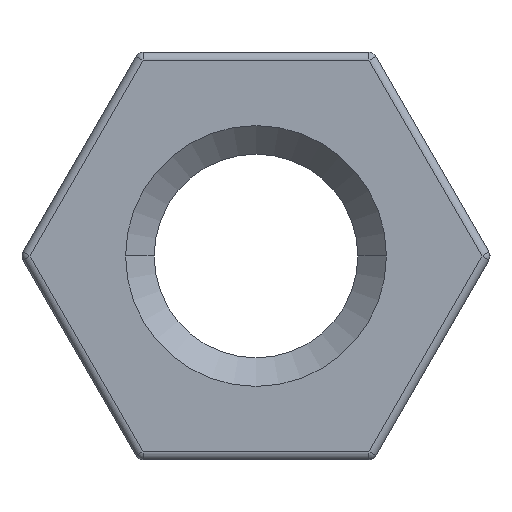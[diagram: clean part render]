
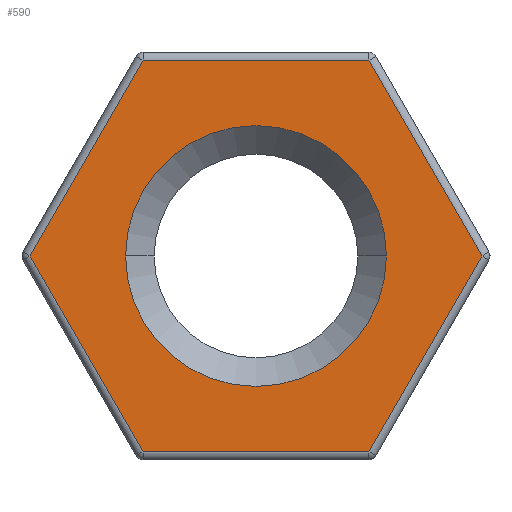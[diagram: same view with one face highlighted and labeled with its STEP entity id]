
A CAD part, left-side view. The second image highlights one B-rep face of the part: STEP entity #590.
In plain terms, the highlighted planar face has unit normal (-1, 0, 0).
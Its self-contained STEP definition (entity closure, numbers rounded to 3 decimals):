
#9 = VERTEX_POINT ( 'NONE', #436 ) ;
#40 = FACE_OUTER_BOUND ( 'NONE', #765, .T. ) ;
#58 = FACE_BOUND ( 'NONE', #909, .T. ) ;
#76 = EDGE_CURVE ( 'NONE', #9, #556, #735, .T. ) ;
#122 = VECTOR ( 'NONE', #757, 1000. ) ;
#133 = VECTOR ( 'NONE', #1108, 1000. ) ;
#142 = LINE ( 'NONE', #645, #122 ) ;
#150 = DIRECTION ( 'NONE',  ( 0., -0.5, -0.866 ) ) ;
#156 = CARTESIAN_POINT ( 'NONE',  ( 0., -2.078, -1.2 ) ) ;
#157 = VECTOR ( 'NONE', #1047, 1000. ) ;
#167 = LINE ( 'NONE', #1115, #157 ) ;
#175 = EDGE_CURVE ( 'NONE', #576, #811, #377, .T. ) ;
#193 = LINE ( 'NONE', #1110, #133 ) ;
#215 = CARTESIAN_POINT ( 'NONE',  ( 0., 2.771, 0. ) ) ;
#238 = VECTOR ( 'NONE', #1061, 1000. ) ;
#243 = LINE ( 'NONE', #156, #238 ) ;
#268 = EDGE_CURVE ( 'NONE', #556, #9, #283, .T. ) ;
#269 = VECTOR ( 'NONE', #150, 1000. ) ;
#275 = EDGE_CURVE ( 'NONE', #668, #1087, #276, .T. ) ;
#276 = LINE ( 'NONE', #800, #269 ) ;
#283 = CIRCLE ( 'NONE', #679, 1.6 ) ;
#297 = EDGE_CURVE ( 'NONE', #942, #576, #243, .T. ) ;
#300 = AXIS2_PLACEMENT_3D ( 'NONE', #1263, #1258, #1247 ) ;
#345 = EDGE_CURVE ( 'NONE', #824, #668, #193, .T. ) ;
#354 = EDGE_CURVE ( 'NONE', #811, #824, #167, .T. ) ;
#377 = LINE ( 'NONE', #690, #1124 ) ;
#378 = EDGE_CURVE ( 'NONE', #1087, #942, #142, .T. ) ;
#401 = CARTESIAN_POINT ( 'NONE',  ( 0., -1.386, 2.4 ) ) ;
#436 = CARTESIAN_POINT ( 'NONE',  ( 0., -1.6, 0. ) ) ;
#493 = DIRECTION ( 'NONE',  ( 1., 0., 0. ) ) ;
#496 = PLANE ( 'NONE',  #554 ) ;
#500 = CARTESIAN_POINT ( 'NONE',  ( 0., 0., 0. ) ) ;
#507 = CARTESIAN_POINT ( 'NONE',  ( 0., 0., 0. ) ) ;
#539 = CARTESIAN_POINT ( 'NONE',  ( 0., -2.771, 0. ) ) ;
#554 = AXIS2_PLACEMENT_3D ( 'NONE', #500, #493, #575 ) ;
#556 = VERTEX_POINT ( 'NONE', #732 ) ;
#575 = DIRECTION ( 'NONE',  ( 0., 1., 0. ) ) ;
#576 = VERTEX_POINT ( 'NONE', #539 ) ;
#584 = ORIENTED_EDGE ( 'NONE', *, *, #76, .T. ) ;
#590 = ADVANCED_FACE ( 'NONE', ( #40, #58 ), #496, .F. ) ;
#618 = ORIENTED_EDGE ( 'NONE', *, *, #378, .T. ) ;
#645 = CARTESIAN_POINT ( 'NONE',  ( 0., 0., -2.4 ) ) ;
#656 = ORIENTED_EDGE ( 'NONE', *, *, #354, .T. ) ;
#668 = VERTEX_POINT ( 'NONE', #215 ) ;
#679 = AXIS2_PLACEMENT_3D ( 'NONE', #507, #808, #804 ) ;
#690 = CARTESIAN_POINT ( 'NONE',  ( 0., -2.078, 1.2 ) ) ;
#732 = CARTESIAN_POINT ( 'NONE',  ( 0., 1.6, 0. ) ) ;
#734 = CARTESIAN_POINT ( 'NONE',  ( 0., 1.386, 2.4 ) ) ;
#735 = CIRCLE ( 'NONE', #300, 1.6 ) ;
#757 = DIRECTION ( 'NONE',  ( 0., -1., 0. ) ) ;
#765 = EDGE_LOOP ( 'NONE', ( #1062, #656, #828, #1151, #618, #793 ) ) ;
#767 = DIRECTION ( 'NONE',  ( 0., 0.5, 0.866 ) ) ;
#793 = ORIENTED_EDGE ( 'NONE', *, *, #297, .T. ) ;
#800 = CARTESIAN_POINT ( 'NONE',  ( 0., 2.078, -1.2 ) ) ;
#804 = DIRECTION ( 'NONE',  ( 0., 1., 0. ) ) ;
#808 = DIRECTION ( 'NONE',  ( 1., 0., 0. ) ) ;
#811 = VERTEX_POINT ( 'NONE', #401 ) ;
#824 = VERTEX_POINT ( 'NONE', #734 ) ;
#828 = ORIENTED_EDGE ( 'NONE', *, *, #345, .T. ) ;
#851 = CARTESIAN_POINT ( 'NONE',  ( 0., -1.386, -2.4 ) ) ;
#909 = EDGE_LOOP ( 'NONE', ( #996, #584 ) ) ;
#942 = VERTEX_POINT ( 'NONE', #851 ) ;
#996 = ORIENTED_EDGE ( 'NONE', *, *, #268, .T. ) ;
#1047 = DIRECTION ( 'NONE',  ( 0., 1., 0. ) ) ;
#1061 = DIRECTION ( 'NONE',  ( 0., -0.5, 0.866 ) ) ;
#1062 = ORIENTED_EDGE ( 'NONE', *, *, #175, .T. ) ;
#1087 = VERTEX_POINT ( 'NONE', #1264 ) ;
#1108 = DIRECTION ( 'NONE',  ( 0., 0.5, -0.866 ) ) ;
#1110 = CARTESIAN_POINT ( 'NONE',  ( 0., 2.078, 1.2 ) ) ;
#1115 = CARTESIAN_POINT ( 'NONE',  ( 0., 0., 2.4 ) ) ;
#1124 = VECTOR ( 'NONE', #767, 1000. ) ;
#1151 = ORIENTED_EDGE ( 'NONE', *, *, #275, .T. ) ;
#1247 = DIRECTION ( 'NONE',  ( 0., 1., 0. ) ) ;
#1258 = DIRECTION ( 'NONE',  ( 1., 0., 0. ) ) ;
#1263 = CARTESIAN_POINT ( 'NONE',  ( 0., 0., 0. ) ) ;
#1264 = CARTESIAN_POINT ( 'NONE',  ( 0., 1.386, -2.4 ) ) ;
